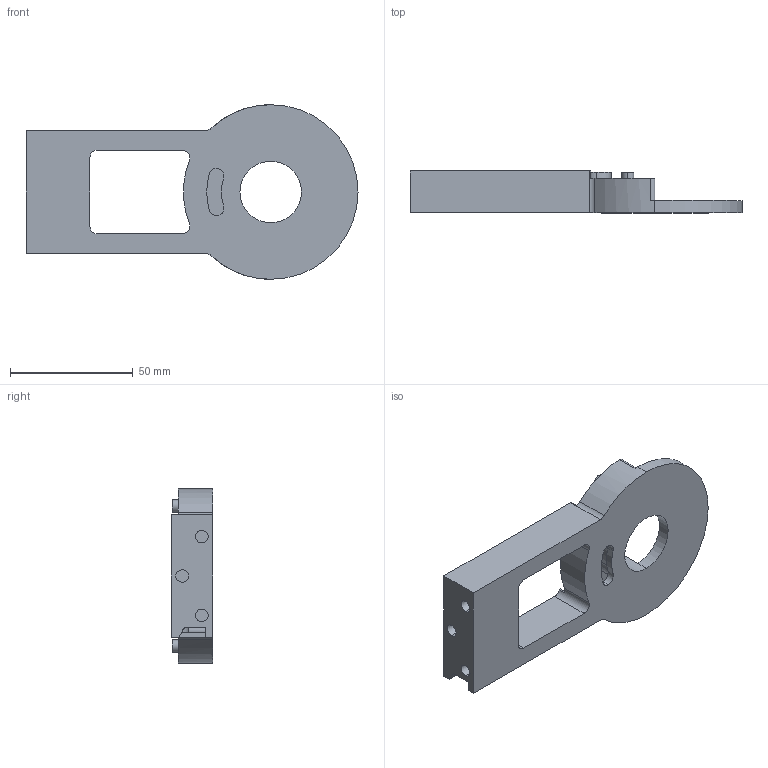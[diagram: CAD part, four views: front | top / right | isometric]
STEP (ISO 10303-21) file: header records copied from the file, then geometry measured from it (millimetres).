
FILE_DESCRIPTION (( 'STEP AP203' ), '1' );
FILE_NAME ('base swivel V2.STEP', '2022-05-02T14:04:29', ( '' ), ( '' ), 'SwSTEP 2.0', 'SolidWorks 2020', '' );
FILE_SCHEMA (( 'CONFIG_CONTROL_DESIGN' ));
Length unit declared in the file: millimetre
Products named in the file (1): base swivel V2
Bounding box: 135 x 17 x 71 mm (x, y, z)
Volume: 55907.6 mm3; surface area: 25871.8 mm2
Topology: 1 solids, 1 shells, 106 faces, 286 edges, 189 vertices
Faces by surface type: cylinder 60, plane 46
Entity records: 3486 total; most frequent: DIRECTION 622, CARTESIAN_POINT 606, ORIENTED_EDGE 572, EDGE_CURVE 286, AXIS2_PLACEMENT_3D 231, VERTEX_POINT 189, LINE 160, VECTOR 160
